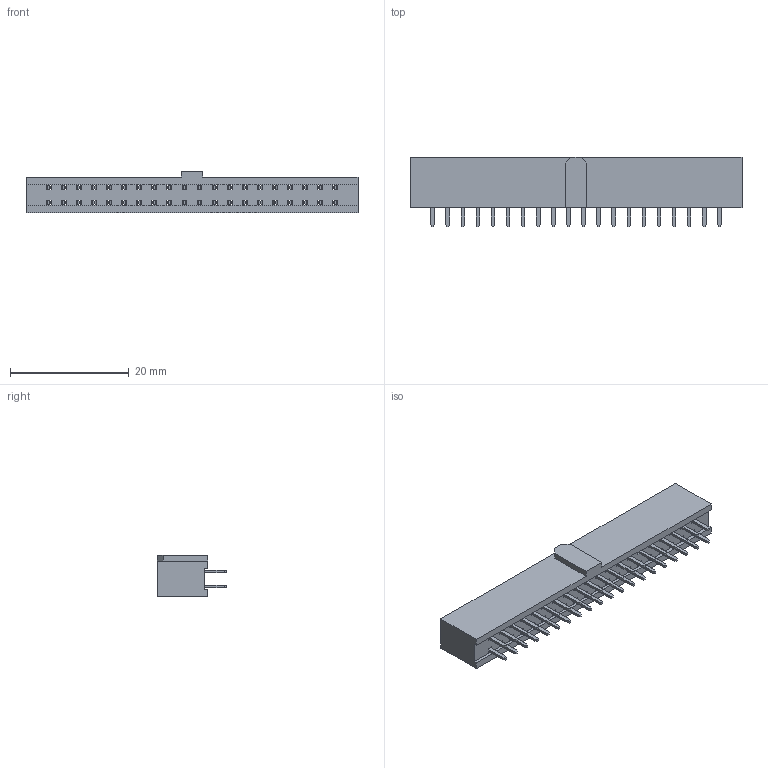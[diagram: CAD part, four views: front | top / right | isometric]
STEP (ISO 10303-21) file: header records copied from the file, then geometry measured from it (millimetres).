
FILE_DESCRIPTION (( 'STEP AP214' ), '1' );
FILE_NAME ('SFH11-PBPC-D20-ST-BK.STEP', '2021-09-17T21:15:36', ( '' ), ( '' ), 'SwSTEP 2.0', 'SolidWorks 2017', '' );
FILE_SCHEMA (( 'AUTOMOTIVE_DESIGN' ));
Length unit declared in the file: millimetre
Products named in the file (1): SFH11-PBPC-D20-ST-BK
Bounding box: 55.88 x 11.7 x 7 mm (x, y, z)
Volume: 2636.7 mm3; surface area: 3619.7 mm2
Topology: 41 solids, 41 shells, 1256 faces, 3362 edges, 2188 vertices
Faces by surface type: plane 1016, cylinder 240
Entity records: 39160 total; most frequent: CARTESIAN_POINT 6807, ORIENTED_EDGE 6724, DIRECTION 6356, EDGE_CURVE 3362, LINE 2882, VECTOR 2882, VERTEX_POINT 2188, AXIS2_PLACEMENT_3D 1737
